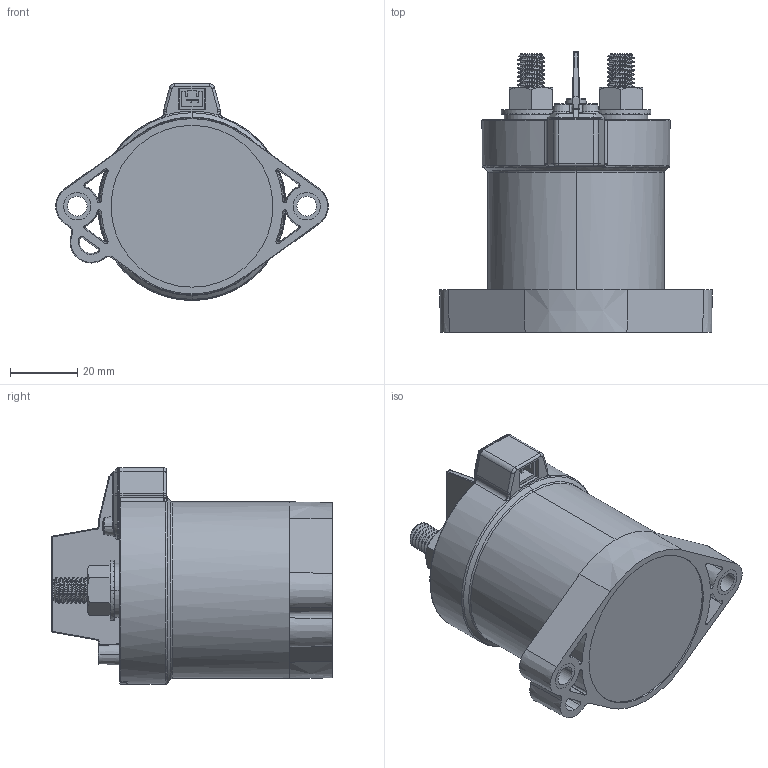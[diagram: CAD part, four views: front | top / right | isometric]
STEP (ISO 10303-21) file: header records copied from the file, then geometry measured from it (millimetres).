
FILE_DESCRIPTION (( 'STEP AP214' ), '1' );
FILE_NAME ('GXV600_step_052119b.STEP', '2019-05-22T00:09:38', ( '' ), ( '' ), 'SwSTEP 2.0', 'SolidWorks 2018', '' );
FILE_SCHEMA (( 'AUTOMOTIVE_DESIGN' ));
Length unit declared in the file: inch
Products named in the file (1): GXV600_step_052119b
Bounding box: 81.08 x 83.53 x 64.48 mm (x, y, z)
Volume: 36663.4 mm3; surface area: 43705.8 mm2
Topology: 11 solids, 12 shells, 1502 faces, 3882 edges, 2435 vertices
Faces by surface type: plane 727, cylinder 321, cone 174, torus 122, bspline 116, sphere 42
Entity records: 72249 total; most frequent: CARTESIAN_POINT 17634, ORIENTED_EDGE 7716, DIRECTION 6881, EDGE_CURVE 3858, VERTEX_POINT 2435, AXIS2_PLACEMENT_3D 2406, VECTOR 2069, LINE 2069
